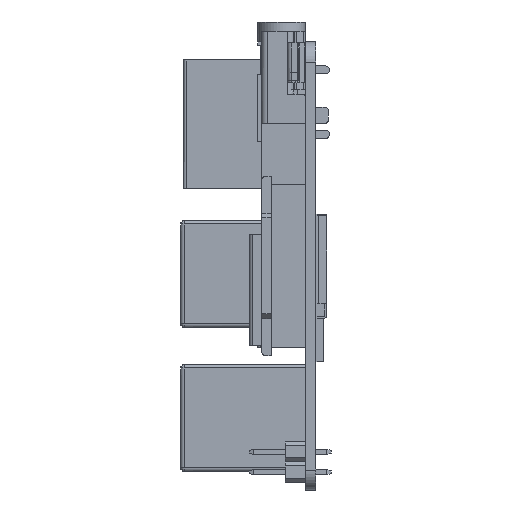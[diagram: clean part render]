
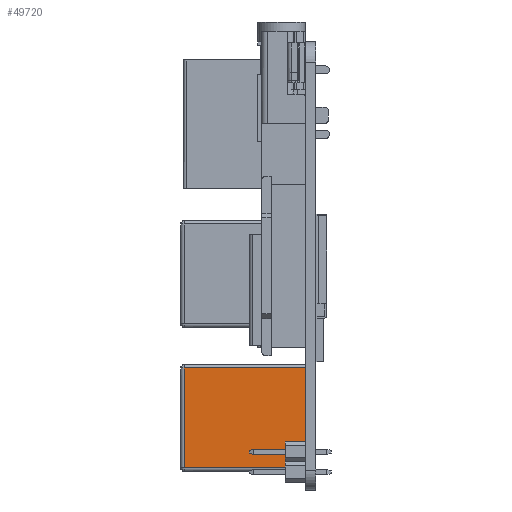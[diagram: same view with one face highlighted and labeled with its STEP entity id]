
A CAD part, left-side view. The second image highlights one B-rep face of the part: STEP entity #49720.
In plain terms, the highlighted free-form (B-spline) face has degree [1, 1] with [2, 2] control points.
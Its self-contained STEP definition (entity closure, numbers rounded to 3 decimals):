
#49661 = CARTESIAN_POINT ('', (26.89, 0.65, -12.75));
#49662 = VERTEX_POINT ('', #49661);
#49670 = CARTESIAN_POINT ('', (26.89, 15.85, -12.75));
#49671 = VERTEX_POINT ('', #49670);
#49678 = CARTESIAN_POINT ('', (26.89, 15.85, -12.75));
#49679 = CARTESIAN_POINT ('', (26.89, 0.65, -12.75));
#49680 = B_SPLINE_CURVE_WITH_KNOTS ('', 1, (#49678, #49679), .UNSPECIFIED., .F., .U., (2, 2), (0., 15.2), .UNSPECIFIED.);
#49681 = EDGE_CURVE ('', #49671, #49662, #49680, .T.);
#49693 = CARTESIAN_POINT ('', (26.89, 15.85, -25.25));
#49694 = VERTEX_POINT ('', #49693);
#49695 = CARTESIAN_POINT ('', (26.89, 15.85, -25.25));
#49696 = CARTESIAN_POINT ('', (26.89, 15.85, -12.75));
#49697 = B_SPLINE_CURVE_WITH_KNOTS ('', 1, (#49695, #49696), .UNSPECIFIED., .F., .U., (2, 2), (0., 12.5), .UNSPECIFIED.);
#49698 = EDGE_CURVE ('', #49694, #49671, #49697, .T.);
#49699 = ORIENTED_EDGE ('', *, *, #49698, .F.);
#49700 = CARTESIAN_POINT ('', (26.89, 0.65, -25.25));
#49701 = VERTEX_POINT ('', #49700);
#49702 = CARTESIAN_POINT ('', (26.89, 0.65, -25.25));
#49703 = CARTESIAN_POINT ('', (26.89, 15.85, -25.25));
#49704 = B_SPLINE_CURVE_WITH_KNOTS ('', 1, (#49702, #49703), .UNSPECIFIED., .F., .U., (2, 2), (7.6, 22.8), .UNSPECIFIED.);
#49705 = EDGE_CURVE ('', #49701, #49694, #49704, .T.);
#49706 = ORIENTED_EDGE ('', *, *, #49705, .F.);
#49707 = CARTESIAN_POINT ('', (26.89, 0.65, -12.75));
#49708 = CARTESIAN_POINT ('', (26.89, 0.65, -25.25));
#49709 = B_SPLINE_CURVE_WITH_KNOTS ('', 1, (#49707, #49708), .UNSPECIFIED., .F., .U., (2, 2), (0.4, 12.9), .UNSPECIFIED.);
#49710 = EDGE_CURVE ('', #49662, #49701, #49709, .T.);
#49711 = ORIENTED_EDGE ('', *, *, #49710, .F.);
#49712 = ORIENTED_EDGE ('', *, *, #49681, .F.);
#49713 = EDGE_LOOP ('', (#49699, #49706, #49711, #49712));
#49714 = FACE_OUTER_BOUND ('', #49713, .T.);
#49715 = CARTESIAN_POINT ('', (26.89, 0.65, -25.25));
#49716 = CARTESIAN_POINT ('', (26.89, 15.85, -25.25));
#49717 = CARTESIAN_POINT ('', (26.89, 0.65, -12.75));
#49718 = CARTESIAN_POINT ('', (26.89, 15.85, -12.75));
#49719 = B_SPLINE_SURFACE_WITH_KNOTS ('', 1, 1, ((#49715, #49716), (#49717, #49718)), .UNSPECIFIED., .F., .F., .U., (2, 2), (2, 2), (0.355, 0.645), (0.319, 0.672), .UNSPECIFIED.);
#49720 = ADVANCED_FACE ('', (#49714), #49719, .T.);
